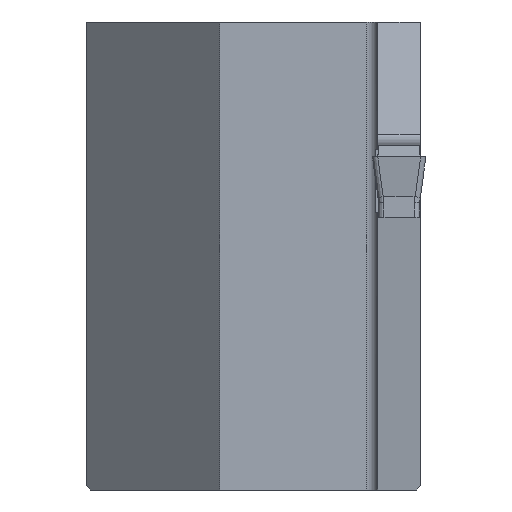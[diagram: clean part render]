
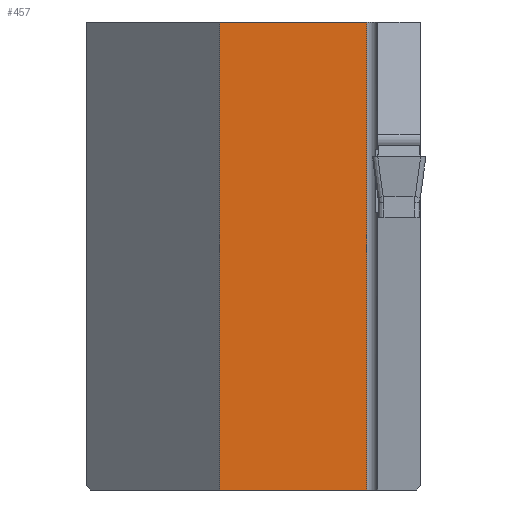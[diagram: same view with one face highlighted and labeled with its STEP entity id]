
A CAD part, left-side view. The second image highlights one B-rep face of the part: STEP entity #457.
In plain terms, the highlighted planar face has unit normal (-1, 0, 0).
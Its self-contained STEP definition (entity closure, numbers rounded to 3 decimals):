
#457=ADVANCED_FACE('',(#569),#527,.F.);
#527=PLANE('',#1653);
#569=FACE_OUTER_BOUND('',#640,.T.);
#640=EDGE_LOOP('',(#815,#816,#817,#818));
#815=ORIENTED_EDGE('',*,*,#1276,.T.);
#816=ORIENTED_EDGE('',*,*,#1298,.T.);
#817=ORIENTED_EDGE('',*,*,#1253,.F.);
#818=ORIENTED_EDGE('',*,*,#1299,.T.);
#1119=VERTEX_POINT('',#1945);
#1120=VERTEX_POINT('',#1947);
#1136=VERTEX_POINT('',#1991);
#1137=VERTEX_POINT('',#1993);
#1253=EDGE_CURVE('',#1119,#1120,#1449,.T.);
#1276=EDGE_CURVE('',#1137,#1136,#1469,.T.);
#1298=EDGE_CURVE('',#1136,#1120,#1489,.T.);
#1299=EDGE_CURVE('',#1119,#1137,#1490,.T.);
#1449=LINE('',#1946,#1546);
#1469=LINE('',#1992,#1566);
#1489=LINE('',#2035,#1586);
#1490=LINE('',#2036,#1587);
#1546=VECTOR('',#1715,1.);
#1566=VECTOR('',#1753,1.);
#1586=VECTOR('',#1807,1.);
#1587=VECTOR('',#1808,1.);
#1653=AXIS2_PLACEMENT_3D('',#2037,#1809,#1810);
#1715=DIRECTION('',(0.,-1.,0.));
#1753=DIRECTION('',(0.,-1.,0.));
#1807=DIRECTION('',(0.,0.,1.));
#1808=DIRECTION('',(0.,0.,-1.));
#1809=DIRECTION('',(1.,0.,0.));
#1810=DIRECTION('',(0.,0.,-1.));
#1945=CARTESIAN_POINT('',(26.,-10.,10.));
#1946=CARTESIAN_POINT('',(26.,3.6,10.));
#1947=CARTESIAN_POINT('',(26.,-21.,10.));
#1991=CARTESIAN_POINT('',(26.,-21.,-25.));
#1992=CARTESIAN_POINT('',(26.,3.6,-25.));
#1993=CARTESIAN_POINT('',(26.,-10.,-25.));
#2035=CARTESIAN_POINT('',(26.,-21.,10.));
#2036=CARTESIAN_POINT('',(26.,-10.,-25.));
#2037=CARTESIAN_POINT('',(26.,3.6,-25.));
